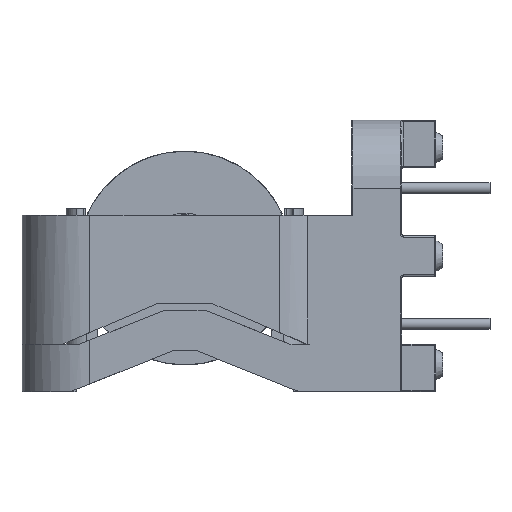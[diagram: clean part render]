
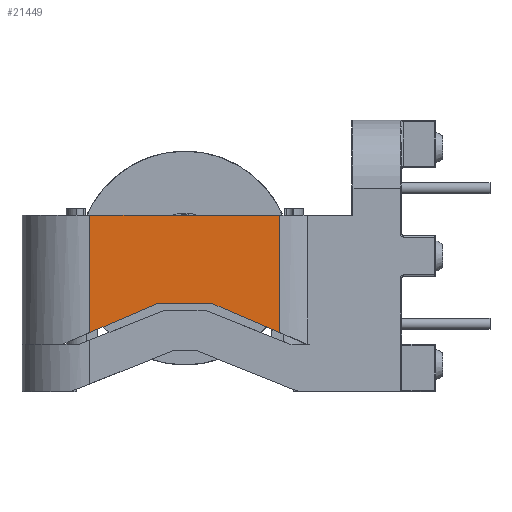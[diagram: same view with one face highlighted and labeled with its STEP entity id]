
A CAD part, left-side view. The second image highlights one B-rep face of the part: STEP entity #21449.
In plain terms, the highlighted planar face has unit normal (-1, 0, 0).
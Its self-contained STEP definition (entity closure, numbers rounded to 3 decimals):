
#1375 = CARTESIAN_POINT ( 'NONE',  ( -12., -9., -6.35 ) ) ;
#1446 = EDGE_CURVE ( 'NONE', #10695, #11222, #18412, .T. ) ;
#2061 = EDGE_CURVE ( 'NONE', #12391, #2426, #17031, .T. ) ;
#2426 = VERTEX_POINT ( 'NONE', #24417 ) ;
#3281 = ORIENTED_EDGE ( 'NONE', *, *, #18594, .T. ) ;
#3357 = LINE ( 'NONE', #5818, #22921 ) ;
#3413 = VECTOR ( 'NONE', #4031, 1000. ) ;
#3460 = DIRECTION ( 'NONE',  ( 0., -0.919, 0.394 ) ) ;
#3481 = EDGE_CURVE ( 'NONE', #11222, #26727, #3357, .T. ) ;
#4031 = DIRECTION ( 'NONE',  ( 0., 0., 1. ) ) ;
#4854 = VERTEX_POINT ( 'NONE', #14408 ) ;
#5379 = FACE_OUTER_BOUND ( 'NONE', #6403, .T. ) ;
#5818 = CARTESIAN_POINT ( 'NONE',  ( -12., 2., -3.35 ) ) ;
#6403 = EDGE_LOOP ( 'NONE', ( #17420, #21587, #26902, #3281, #15782, #17279 ) ) ;
#7088 = LINE ( 'NONE', #27057, #21975 ) ;
#7566 = CARTESIAN_POINT ( 'NONE',  ( -12., 2., -3.35 ) ) ;
#8177 = EDGE_CURVE ( 'NONE', #2426, #4854, #26704, .T. ) ;
#8548 = CARTESIAN_POINT ( 'NONE',  ( -12., -2., -3.35 ) ) ;
#9378 = DIRECTION ( 'NONE',  ( 0., -1., 0. ) ) ;
#10633 = DIRECTION ( 'NONE',  ( 0., -1., 0. ) ) ;
#10695 = VERTEX_POINT ( 'NONE', #24382 ) ;
#10806 = CARTESIAN_POINT ( 'NONE',  ( -12., -2., -3.35 ) ) ;
#10965 = DIRECTION ( 'NONE',  ( 0., 0., -1. ) ) ;
#11222 = VERTEX_POINT ( 'NONE', #25656 ) ;
#12391 = VERTEX_POINT ( 'NONE', #10806 ) ;
#12715 = EDGE_CURVE ( 'NONE', #4854, #10695, #7088, .T. ) ;
#13652 = VECTOR ( 'NONE', #14615, 1000. ) ;
#13743 = CARTESIAN_POINT ( 'NONE',  ( -12., -12., -6.35 ) ) ;
#14408 = CARTESIAN_POINT ( 'NONE',  ( -12., -7., 3.15 ) ) ;
#14615 = DIRECTION ( 'NONE',  ( 0., -0.919, -0.394 ) ) ;
#14674 = CARTESIAN_POINT ( 'NONE',  ( -12., -7., -6.35 ) ) ;
#14940 = VECTOR ( 'NONE', #10633, 1000. ) ;
#15277 = LINE ( 'NONE', #8548, #14940 ) ;
#15782 = ORIENTED_EDGE ( 'NONE', *, *, #2061, .T. ) ;
#17031 = LINE ( 'NONE', #1375, #13652 ) ;
#17279 = ORIENTED_EDGE ( 'NONE', *, *, #8177, .T. ) ;
#17420 = ORIENTED_EDGE ( 'NONE', *, *, #12715, .T. ) ;
#17604 = PLANE ( 'NONE',  #19608 ) ;
#18412 = LINE ( 'NONE', #23913, #23795 ) ;
#18594 = EDGE_CURVE ( 'NONE', #26727, #12391, #15277, .T. ) ;
#19608 = AXIS2_PLACEMENT_3D ( 'NONE', #13743, #24600, #9378 ) ;
#21449 = ADVANCED_FACE ( 'NONE', ( #5379 ), #17604, .F. ) ;
#21587 = ORIENTED_EDGE ( 'NONE', *, *, #1446, .T. ) ;
#21975 = VECTOR ( 'NONE', #26959, 1000. ) ;
#22921 = VECTOR ( 'NONE', #3460, 1000. ) ;
#23795 = VECTOR ( 'NONE', #10965, 1000. ) ;
#23913 = CARTESIAN_POINT ( 'NONE',  ( -12., 7., -6.35 ) ) ;
#24382 = CARTESIAN_POINT ( 'NONE',  ( -12., 7., 3.15 ) ) ;
#24417 = CARTESIAN_POINT ( 'NONE',  ( -12., -7., -5.493 ) ) ;
#24600 = DIRECTION ( 'NONE',  ( 1., 0., 0. ) ) ;
#25656 = CARTESIAN_POINT ( 'NONE',  ( -12., 7., -5.493 ) ) ;
#26704 = LINE ( 'NONE', #14674, #3413 ) ;
#26727 = VERTEX_POINT ( 'NONE', #7566 ) ;
#26902 = ORIENTED_EDGE ( 'NONE', *, *, #3481, .T. ) ;
#26959 = DIRECTION ( 'NONE',  ( 0., 1., 0. ) ) ;
#27057 = CARTESIAN_POINT ( 'NONE',  ( -12., -12., 3.15 ) ) ;
